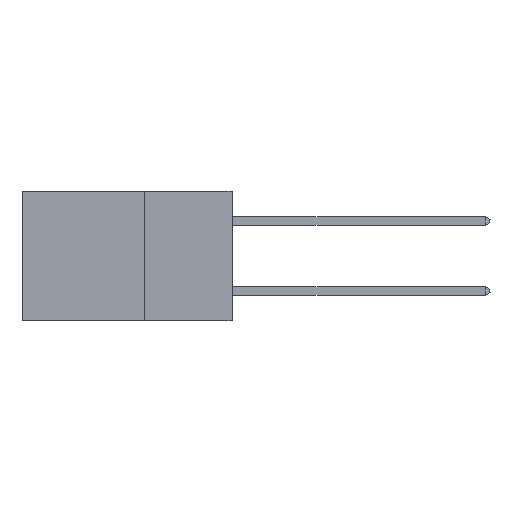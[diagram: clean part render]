
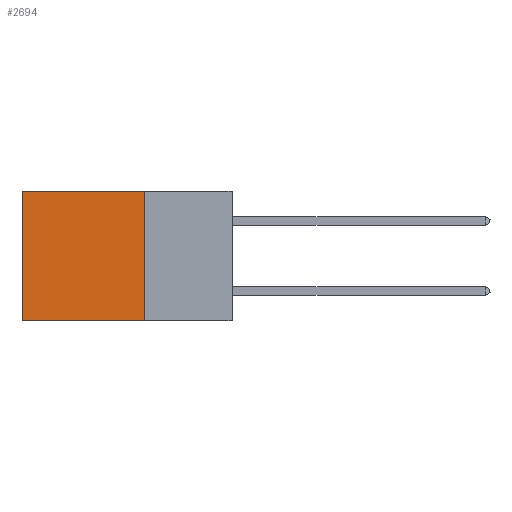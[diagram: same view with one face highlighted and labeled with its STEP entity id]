
A CAD part, left-side view. The second image highlights one B-rep face of the part: STEP entity #2694.
In plain terms, the highlighted planar face has unit normal (-1, 0, 0).
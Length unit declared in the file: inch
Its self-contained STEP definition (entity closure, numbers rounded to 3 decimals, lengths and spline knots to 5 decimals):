
#450 = EDGE_CURVE ( 'NONE', #18112, #34218, #22787, .T. ) ;
#2424 = LINE ( 'NONE', #8588, #24605 ) ;
#2694 = ADVANCED_FACE ( 'NONE', ( #33355 ), #10248, .F. ) ;
#4116 = ORIENTED_EDGE ( 'NONE', *, *, #450, .T. ) ;
#4188 = CARTESIAN_POINT ( 'NONE',  ( 0.2875, 0.25, 0. ) ) ;
#7872 = LINE ( 'NONE', #34966, #23012 ) ;
#8588 = CARTESIAN_POINT ( 'NONE',  ( 0.2875, 0.6, 0. ) ) ;
#10248 = PLANE ( 'NONE',  #32954 ) ;
#10319 = CARTESIAN_POINT ( 'NONE',  ( 0.2875, 0.25, 0. ) ) ;
#11909 = DIRECTION ( 'NONE',  ( 0., 0., -1. ) ) ;
#14546 = ORIENTED_EDGE ( 'NONE', *, *, #21990, .F. ) ;
#14760 = VECTOR ( 'NONE', #22811, 39.37008 ) ;
#14854 = VERTEX_POINT ( 'NONE', #16964 ) ;
#16340 = DIRECTION ( 'NONE',  ( 0., 0., -1. ) ) ;
#16964 = CARTESIAN_POINT ( 'NONE',  ( 0.2875, 0.6, -0.37 ) ) ;
#18112 = VERTEX_POINT ( 'NONE', #10319 ) ;
#19742 = VECTOR ( 'NONE', #11909, 39.37008 ) ;
#21990 = EDGE_CURVE ( 'NONE', #18112, #35944, #27694, .T. ) ;
#22787 = LINE ( 'NONE', #23044, #14760 ) ;
#22811 = DIRECTION ( 'NONE',  ( 0., 1., 0. ) ) ;
#23012 = VECTOR ( 'NONE', #23118, 39.37008 ) ;
#23044 = CARTESIAN_POINT ( 'NONE',  ( 0.2875, 0.25, 0. ) ) ;
#23099 = CARTESIAN_POINT ( 'NONE',  ( 0.2875, 0.25, -0.37 ) ) ;
#23118 = DIRECTION ( 'NONE',  ( 0., 1., 0. ) ) ;
#24605 = VECTOR ( 'NONE', #35645, 39.37008 ) ;
#25640 = ORIENTED_EDGE ( 'NONE', *, *, #29635, .F. ) ;
#26688 = EDGE_LOOP ( 'NONE', ( #35949, #25640, #14546, #4116 ) ) ;
#26937 = CARTESIAN_POINT ( 'NONE',  ( 0.2875, 0.25, 0. ) ) ;
#27152 = EDGE_CURVE ( 'NONE', #34218, #14854, #2424, .T. ) ;
#27694 = LINE ( 'NONE', #26937, #19742 ) ;
#29635 = EDGE_CURVE ( 'NONE', #35944, #14854, #7872, .T. ) ;
#29730 = CARTESIAN_POINT ( 'NONE',  ( 0.2875, 0.6, 0. ) ) ;
#32954 = AXIS2_PLACEMENT_3D ( 'NONE', #4188, #34295, #16340 ) ;
#33355 = FACE_OUTER_BOUND ( 'NONE', #26688, .T. ) ;
#34218 = VERTEX_POINT ( 'NONE', #29730 ) ;
#34295 = DIRECTION ( 'NONE',  ( 1., 0., 0. ) ) ;
#34966 = CARTESIAN_POINT ( 'NONE',  ( 0.2875, 0.25, -0.37 ) ) ;
#35645 = DIRECTION ( 'NONE',  ( 0., 0., -1. ) ) ;
#35944 = VERTEX_POINT ( 'NONE', #23099 ) ;
#35949 = ORIENTED_EDGE ( 'NONE', *, *, #27152, .T. ) ;
